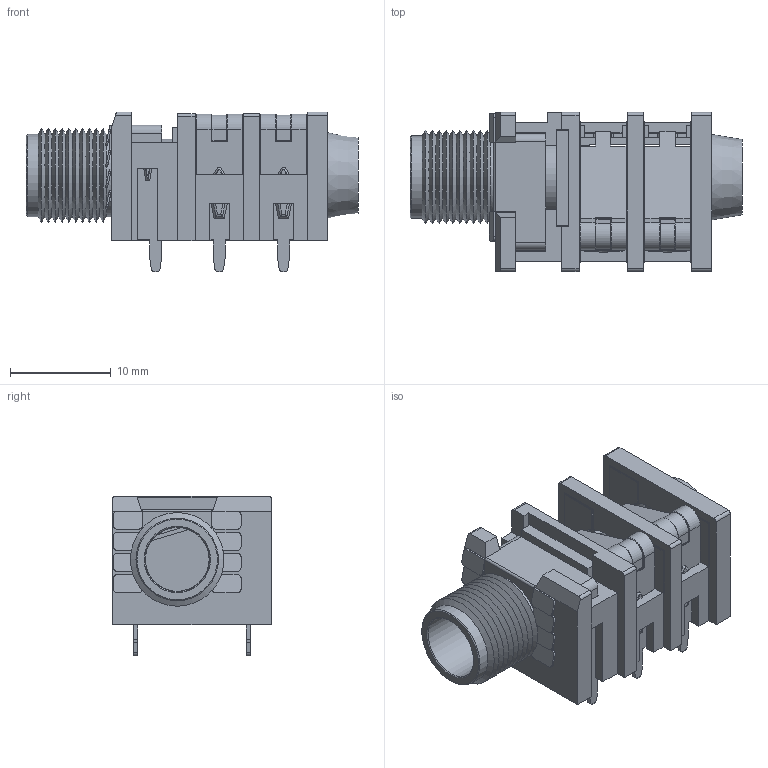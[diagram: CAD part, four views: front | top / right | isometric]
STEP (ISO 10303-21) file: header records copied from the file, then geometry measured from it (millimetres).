
FILE_DESCRIPTION(('FreeCAD Model'),'2;1');
FILE_NAME('Open CASCADE Shape Model','2024-08-10T18:45:35',(''),(''), 'Open CASCADE STEP processor 7.7','FreeCAD','Unknown');
FILE_SCHEMA(('AUTOMOTIVE_DESIGN { 1 0 10303 214 1 1 1 1 }'));
Length unit declared in the file: millimetre
Products named in the file (7): th_jack_acjs_mhom; Body; Body003; Array; Body002; Array001; Body001 (Mirror #1)
Assembly tree (10 placements, depth 3):
  th_jack_acjs_mhom
    Body
    Body003
    Array
      Body002  x2
    Body002
    Array001
      Body001 (Mirror #1)  x2
    Body001 (Mirror #1)
Bounding box: 33 x 15.8 x 15.9 mm (x, y, z)
Volume: 2392.2 mm3; surface area: 5051 mm2
Topology: 8 solids, 8 shells, 833 faces, 2268 edges, 1451 vertices
Faces by surface type: plane 527, cylinder 248, torus 30, cone 23, bspline 5
Full cylindrical faces by diameter (mm): 6.35 x3, 6.375 x1, 6.4 x1, 8.2 x1, 8.5 x1
Entity records: 18284 total; most frequent: CARTESIAN_POINT 3765, ORIENTED_EDGE 3064, DIRECTION 2941, EDGE_CURVE 1532, LINE 1165, VECTOR 1165, VERTEX_POINT 979, AXIS2_PLACEMENT_3D 888
